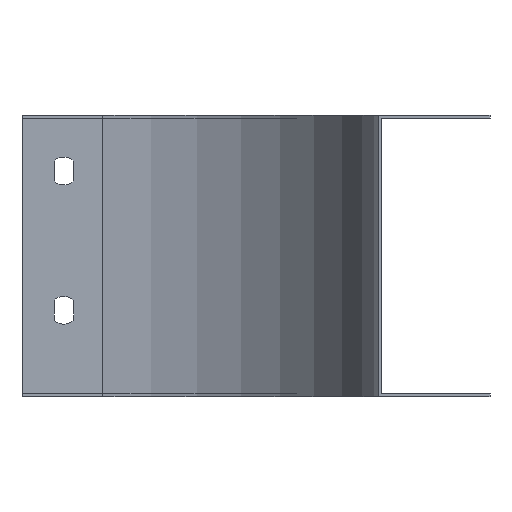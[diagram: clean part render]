
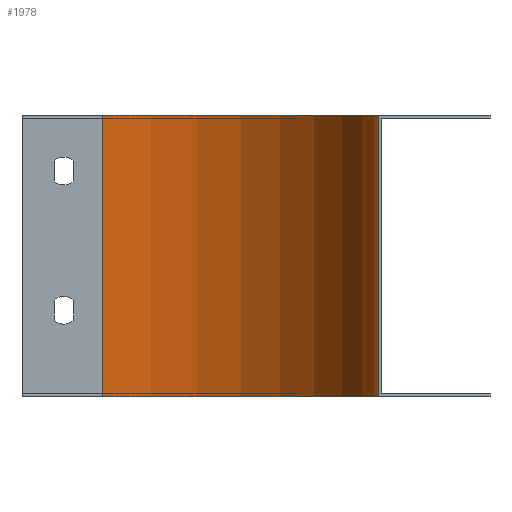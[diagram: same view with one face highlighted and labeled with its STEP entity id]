
A CAD part, left-side view. The second image highlights one B-rep face of the part: STEP entity #1978.
In plain terms, the highlighted cylindrical face has radius 99 mm (diameter 198 mm), a partial arc.
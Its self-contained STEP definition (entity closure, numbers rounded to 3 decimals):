
#46 = CARTESIAN_POINT ( 'NONE',  ( -51., 139., -100. ) ) ;
#101 = DIRECTION ( 'NONE',  ( 1., 0., 0. ) ) ;
#106 = DIRECTION ( 'NONE',  ( 0., 0., 1. ) ) ;
#108 = CARTESIAN_POINT ( 'NONE',  ( -150., 139., -100. ) ) ;
#180 = VECTOR ( 'NONE', #1327, 1000. ) ;
#183 = LINE ( 'NONE', #1325, #180 ) ;
#357 = VERTEX_POINT ( 'NONE', #1303 ) ;
#365 = VERTEX_POINT ( 'NONE', #1311 ) ;
#370 = VERTEX_POINT ( 'NONE', #1316 ) ;
#466 = DIRECTION ( 'NONE',  ( 0., 0., 1. ) ) ;
#477 = CARTESIAN_POINT ( 'NONE',  ( -150., 40., -100. ) ) ;
#519 = CARTESIAN_POINT ( 'NONE',  ( -150., 139., 1. ) ) ;
#520 = DIRECTION ( 'NONE',  ( 0., 0., 1. ) ) ;
#521 = DIRECTION ( 'NONE',  ( -1., 0., 0. ) ) ;
#588 = AXIS2_PLACEMENT_3D ( 'NONE', #108, #106, #101 ) ;
#608 = AXIS2_PLACEMENT_3D ( 'NONE', #519, #520, #521 ) ;
#626 = AXIS2_PLACEMENT_3D ( 'NONE', #1166, #1167, #1168 ) ;
#651 = EDGE_CURVE ( 'NONE', #1672, #357, #183, .T. ) ;
#737 = EDGE_CURVE ( 'NONE', #370, #1672, #876, .T. ) ;
#770 = EDGE_CURVE ( 'NONE', #370, #365, #921, .T. ) ;
#829 = EDGE_CURVE ( 'NONE', #365, #357, #958, .T. ) ;
#876 = CIRCLE ( 'NONE', #626, 99. ) ;
#921 = LINE ( 'NONE', #477, #929 ) ;
#929 = VECTOR ( 'NONE', #466, 1000. ) ;
#958 = CIRCLE ( 'NONE', #608, 99. ) ;
#1166 = CARTESIAN_POINT ( 'NONE',  ( -150., 139., -100. ) ) ;
#1167 = DIRECTION ( 'NONE',  ( 0., 0., 1. ) ) ;
#1168 = DIRECTION ( 'NONE',  ( -1., 0., 0. ) ) ;
#1303 = CARTESIAN_POINT ( 'NONE',  ( -51., 139., 1. ) ) ;
#1311 = CARTESIAN_POINT ( 'NONE',  ( -150., 40., 1. ) ) ;
#1316 = CARTESIAN_POINT ( 'NONE',  ( -150., 40., -100. ) ) ;
#1325 = CARTESIAN_POINT ( 'NONE',  ( -51., 139., -100. ) ) ;
#1327 = DIRECTION ( 'NONE',  ( 0., 0., 1. ) ) ;
#1613 = EDGE_LOOP ( 'NONE', ( #1840, #1841, #1842, #1843 ) ) ;
#1672 = VERTEX_POINT ( 'NONE', #46 ) ;
#1723 = FACE_OUTER_BOUND ( 'NONE', #1613, .T. ) ;
#1727 = CYLINDRICAL_SURFACE ( 'NONE', #588, 99. ) ;
#1840 = ORIENTED_EDGE ( 'NONE', *, *, #829, .T. ) ;
#1841 = ORIENTED_EDGE ( 'NONE', *, *, #651, .F. ) ;
#1842 = ORIENTED_EDGE ( 'NONE', *, *, #737, .F. ) ;
#1843 = ORIENTED_EDGE ( 'NONE', *, *, #770, .T. ) ;
#1978 = ADVANCED_FACE ( 'NONE', ( #1723 ), #1727, .F. ) ;
